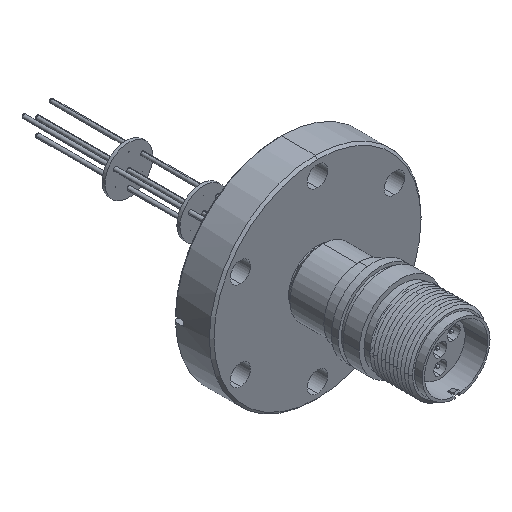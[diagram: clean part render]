
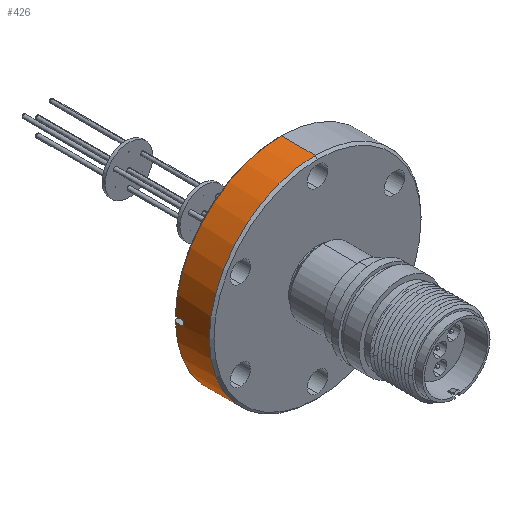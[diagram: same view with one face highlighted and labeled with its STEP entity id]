
A CAD part, isometric view. The second image highlights one B-rep face of the part: STEP entity #426.
In plain terms, the highlighted cylindrical face has radius 34.925 mm (diameter 69.85 mm), a partial arc.
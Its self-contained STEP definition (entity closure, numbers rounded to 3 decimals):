
#147 = EDGE_CURVE ( 'NONE', #10349, #2614, #8337, .T. ) ;
#211 = CARTESIAN_POINT ( 'NONE',  ( -59.44, 19.922, 24.275 ) ) ;
#246 = EDGE_CURVE ( 'NONE', #12076, #1498, #1941, .T. ) ;
#321 = VECTOR ( 'NONE', #5580, 1000. ) ;
#426 = ADVANCED_FACE ( 'NONE', ( #2239 ), #1318, .T. ) ;
#443 = DIRECTION ( 'NONE',  ( 0., 1., 0. ) ) ;
#618 = CARTESIAN_POINT ( 'NONE',  ( -24.524, 19.922, 25.063 ) ) ;
#626 = LINE ( 'NONE', #12127, #321 ) ;
#843 = LINE ( 'NONE', #9253, #8195 ) ;
#944 = DIRECTION ( 'NONE',  ( 0., 0., 1. ) ) ;
#1079 = VERTEX_POINT ( 'NONE', #211 ) ;
#1145 = CARTESIAN_POINT ( 'NONE',  ( -24.524, 19.922, 25.063 ) ) ;
#1185 = ORIENTED_EDGE ( 'NONE', *, *, #6677, .T. ) ;
#1318 = CYLINDRICAL_SURFACE ( 'NONE', #6036, 34.925 ) ;
#1464 = DIRECTION ( 'NONE',  ( 0., 0., 1. ) ) ;
#1498 = VERTEX_POINT ( 'NONE', #7373 ) ;
#1504 = AXIS2_PLACEMENT_3D ( 'NONE', #1145, #7857, #2114 ) ;
#1567 = CARTESIAN_POINT ( 'NONE',  ( -59.44, 17.348, 25.85 ) ) ;
#1596 = DIRECTION ( 'NONE',  ( 0., 0., 1. ) ) ;
#1608 = CARTESIAN_POINT ( 'NONE',  ( -59.452, 17.347, 24.8 ) ) ;
#1928 = ORIENTED_EDGE ( 'NONE', *, *, #8260, .T. ) ;
#1941 = CIRCLE ( 'NONE', #8186, 34.925 ) ;
#2025 = CARTESIAN_POINT ( 'NONE',  ( -24.524, 37.781, -9.862 ) ) ;
#2114 = DIRECTION ( 'NONE',  ( 0., 0., 1. ) ) ;
#2239 = FACE_OUTER_BOUND ( 'NONE', #9612, .T. ) ;
#2547 = EDGE_CURVE ( 'NONE', #3742, #4369, #11831, .T. ) ;
#2558 = ORIENTED_EDGE ( 'NONE', *, *, #5095, .T. ) ;
#2564 = EDGE_CURVE ( 'NONE', #4369, #10349, #843, .T. ) ;
#2614 = VERTEX_POINT ( 'NONE', #3723 ) ;
#3065 = ORIENTED_EDGE ( 'NONE', *, *, #246, .F. ) ;
#3366 = CARTESIAN_POINT ( 'NONE',  ( -24.524, 37.781, 25.063 ) ) ;
#3471 = VECTOR ( 'NONE', #11212, 1000. ) ;
#3590 = DIRECTION ( 'NONE',  ( 0., -1., 0. ) ) ;
#3723 = CARTESIAN_POINT ( 'NONE',  ( -59.44, 17.348, 24.275 ) ) ;
#3742 = VERTEX_POINT ( 'NONE', #10179 ) ;
#3778 = LINE ( 'NONE', #5599, #3471 ) ;
#4292 = ORIENTED_EDGE ( 'NONE', *, *, #2564, .T. ) ;
#4369 = VERTEX_POINT ( 'NONE', #4900 ) ;
#4507 = VERTEX_POINT ( 'NONE', #5401 ) ;
#4900 = CARTESIAN_POINT ( 'NONE',  ( -59.44, 19.922, 25.85 ) ) ;
#5095 = EDGE_CURVE ( 'NONE', #2614, #1079, #3778, .T. ) ;
#5401 = CARTESIAN_POINT ( 'NONE',  ( -24.524, 19.922, -9.862 ) ) ;
#5426 = LINE ( 'NONE', #2025, #10399 ) ;
#5580 = DIRECTION ( 'NONE',  ( 0., 1., 0. ) ) ;
#5599 = CARTESIAN_POINT ( 'NONE',  ( -59.44, 37.781, 24.275 ) ) ;
#6036 = AXIS2_PLACEMENT_3D ( 'NONE', #3366, #443, #1464 ) ;
#6399 = ORIENTED_EDGE ( 'NONE', *, *, #147, .T. ) ;
#6601 = EDGE_CURVE ( 'NONE', #1498, #4507, #5426, .T. ) ;
#6677 = EDGE_CURVE ( 'NONE', #1079, #4507, #11714, .T. ) ;
#6721 = DIRECTION ( 'NONE',  ( 0., -1., 0. ) ) ;
#7056 = CARTESIAN_POINT ( 'NONE',  ( -59.44, 17.348, 25.85 ) ) ;
#7350 = DIRECTION ( 'NONE',  ( 0., -1., 0. ) ) ;
#7368 = CARTESIAN_POINT ( 'NONE',  ( -59.452, 17.347, 25.325 ) ) ;
#7373 = CARTESIAN_POINT ( 'NONE',  ( -24.524, 8.746, -9.862 ) ) ;
#7857 = DIRECTION ( 'NONE',  ( 0., -1., 0. ) ) ;
#8186 = AXIS2_PLACEMENT_3D ( 'NONE', #12311, #6721, #944 ) ;
#8195 = VECTOR ( 'NONE', #3590, 1000. ) ;
#8260 = EDGE_CURVE ( 'NONE', #12076, #3742, #626, .T. ) ;
#8318 = CARTESIAN_POINT ( 'NONE',  ( -59.44, 17.348, 24.275 ) ) ;
#8337 = B_SPLINE_CURVE_WITH_KNOTS ( 'NONE', 3,
 ( #7056, #7368, #1608, #8318 ),
 .UNSPECIFIED., .F., .F.,
 ( 4, 4 ),
 ( 0., 0.002 ),
 .UNSPECIFIED. ) ;
#8389 = CARTESIAN_POINT ( 'NONE',  ( -24.524, 8.746, 59.988 ) ) ;
#8701 = DIRECTION ( 'NONE',  ( 0., 1., 0. ) ) ;
#9169 = ORIENTED_EDGE ( 'NONE', *, *, #2547, .T. ) ;
#9253 = CARTESIAN_POINT ( 'NONE',  ( -59.44, 37.781, 25.85 ) ) ;
#9612 = EDGE_LOOP ( 'NONE', ( #11849, #3065, #1928, #9169, #4292, #6399, #2558, #1185 ) ) ;
#10179 = CARTESIAN_POINT ( 'NONE',  ( -24.524, 19.922, 59.988 ) ) ;
#10349 = VERTEX_POINT ( 'NONE', #1567 ) ;
#10399 = VECTOR ( 'NONE', #8701, 1000. ) ;
#11212 = DIRECTION ( 'NONE',  ( 0., 1., 0. ) ) ;
#11714 = CIRCLE ( 'NONE', #1504, 34.925 ) ;
#11831 = CIRCLE ( 'NONE', #11836, 34.925 ) ;
#11836 = AXIS2_PLACEMENT_3D ( 'NONE', #618, #7350, #1596 ) ;
#11849 = ORIENTED_EDGE ( 'NONE', *, *, #6601, .F. ) ;
#12076 = VERTEX_POINT ( 'NONE', #8389 ) ;
#12127 = CARTESIAN_POINT ( 'NONE',  ( -24.524, 37.781, 59.988 ) ) ;
#12311 = CARTESIAN_POINT ( 'NONE',  ( -24.524, 8.746, 25.063 ) ) ;
